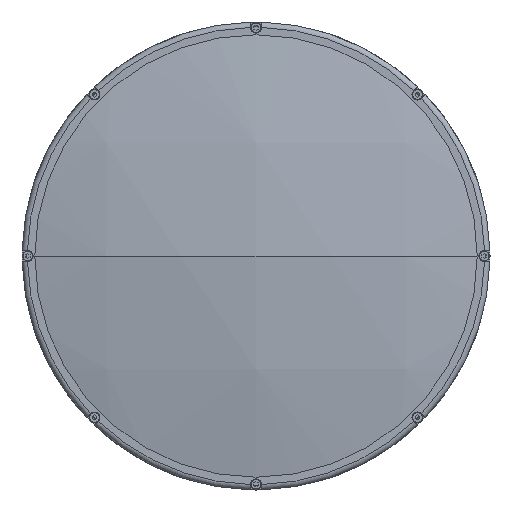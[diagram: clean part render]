
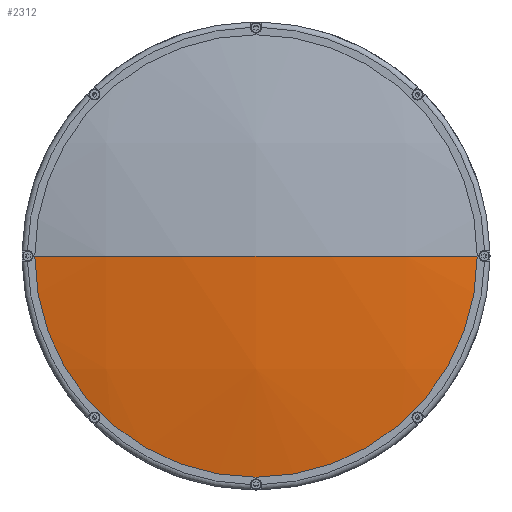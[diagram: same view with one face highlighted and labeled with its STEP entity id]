
A CAD part, left-side view. The second image highlights one B-rep face of the part: STEP entity #2312.
In plain terms, the highlighted spherical face has radius 606 mm.
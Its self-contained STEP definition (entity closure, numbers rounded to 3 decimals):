
#89 = VERTEX_POINT ( 'NONE', #6372 ) ;
#565 = AXIS2_PLACEMENT_3D ( 'NONE', #6151, #1085, #7007 ) ;
#673 = ORIENTED_EDGE ( 'NONE', *, *, #7457, .T. ) ;
#943 = CARTESIAN_POINT ( 'NONE',  ( -547.362, -124.9, 0. ) ) ;
#1085 = DIRECTION ( 'NONE',  ( 0., 0., -1. ) ) ;
#1603 = CARTESIAN_POINT ( 'NONE',  ( -547.362, 0., 0. ) ) ;
#1795 = EDGE_CURVE ( 'NONE', #2862, #7625, #6781, .T. ) ;
#2312 = ADVANCED_FACE ( 'NONE', ( #5343 ), #4241, .T. ) ;
#2456 = DIRECTION ( 'NONE',  ( 0., 0., 1. ) ) ;
#2862 = VERTEX_POINT ( 'NONE', #943 ) ;
#4241 = SPHERICAL_SURFACE ( 'NONE', #5634, 606. ) ;
#4289 = DIRECTION ( 'NONE',  ( 0., 1., 0. ) ) ;
#4730 = DIRECTION ( 'NONE',  ( 0., 0., 1. ) ) ;
#4856 = CIRCLE ( 'NONE', #4934, 606. ) ;
#4934 = AXIS2_PLACEMENT_3D ( 'NONE', #9793, #4730, #10606 ) ;
#5283 = CARTESIAN_POINT ( 'NONE',  ( -560.373, 0., 0. ) ) ;
#5343 = FACE_OUTER_BOUND ( 'NONE', #9645, .T. ) ;
#5634 = AXIS2_PLACEMENT_3D ( 'NONE', #6819, #9366, #4289 ) ;
#6151 = CARTESIAN_POINT ( 'NONE',  ( 45.627, 0., 0. ) ) ;
#6372 = CARTESIAN_POINT ( 'NONE',  ( -547.362, 124.9, 0. ) ) ;
#6652 = ORIENTED_EDGE ( 'NONE', *, *, #1795, .T. ) ;
#6781 = CIRCLE ( 'NONE', #565, 606. ) ;
#6819 = CARTESIAN_POINT ( 'NONE',  ( 45.627, 0., 0. ) ) ;
#7007 = DIRECTION ( 'NONE',  ( 0., 1., 0. ) ) ;
#7156 = ORIENTED_EDGE ( 'NONE', *, *, #7254, .F. ) ;
#7254 = EDGE_CURVE ( 'NONE', #89, #7625, #4856, .T. ) ;
#7382 = CIRCLE ( 'NONE', #9255, 124.9 ) ;
#7457 = EDGE_CURVE ( 'NONE', #89, #2862, #7382, .T. ) ;
#7540 = DIRECTION ( 'NONE',  ( -1., 0., 0. ) ) ;
#7625 = VERTEX_POINT ( 'NONE', #5283 ) ;
#9255 = AXIS2_PLACEMENT_3D ( 'NONE', #1603, #7540, #2456 ) ;
#9366 = DIRECTION ( 'NONE',  ( 0., 0., -1. ) ) ;
#9645 = EDGE_LOOP ( 'NONE', ( #673, #6652, #7156 ) ) ;
#9793 = CARTESIAN_POINT ( 'NONE',  ( 45.627, 0., 0. ) ) ;
#10606 = DIRECTION ( 'NONE',  ( 0., -1., 0. ) ) ;
